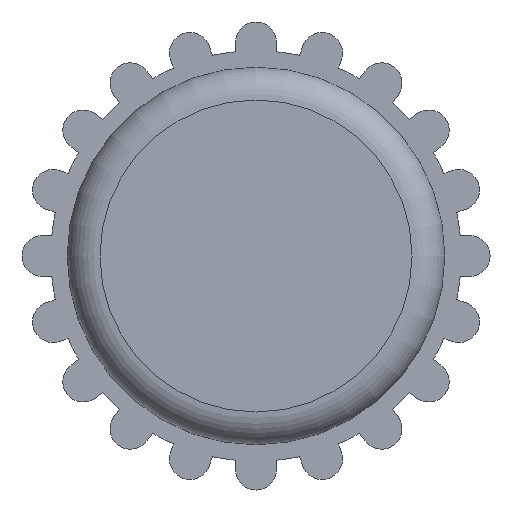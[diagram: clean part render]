
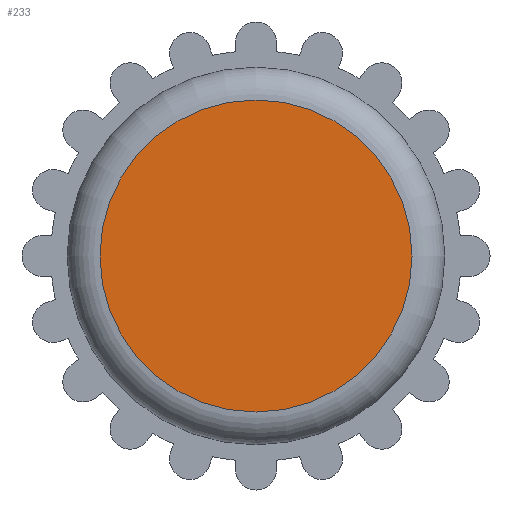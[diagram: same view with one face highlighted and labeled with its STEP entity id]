
A CAD part, front view. The second image highlights one B-rep face of the part: STEP entity #233.
In plain terms, the highlighted planar face has unit normal (0, -1, 0).
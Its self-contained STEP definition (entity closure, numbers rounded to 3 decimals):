
#233 = ADVANCED_FACE( '', ( #490 ), #491, .F. );
#490 = FACE_OUTER_BOUND( '', #763, .T. );
#491 = PLANE( '', #764 );
#763 = EDGE_LOOP( '', ( #1475 ) );
#764 = AXIS2_PLACEMENT_3D( '', #1476, #1477, #1478 );
#1475 = ORIENTED_EDGE( '', *, *, #1794, .T. );
#1476 = CARTESIAN_POINT( '', ( 9.5, 0., 0. ) );
#1477 = DIRECTION( '', ( 0., 1., 0. ) );
#1478 = DIRECTION( '', ( 0., 0., 1. ) );
#1794 = EDGE_CURVE( '', #2208, #2208, #2209, .T. );
#2208 = VERTEX_POINT( '', #2768 );
#2209 = CIRCLE( '', #2769, 9.5 );
#2768 = CARTESIAN_POINT( '', ( 0., 0., -9.5 ) );
#2769 = AXIS2_PLACEMENT_3D( '', #3306, #3307, #3308 );
#3306 = CARTESIAN_POINT( '', ( 0., 0., 0. ) );
#3307 = DIRECTION( '', ( 0., -1., 0. ) );
#3308 = DIRECTION( '', ( 0., 0., -1. ) );
